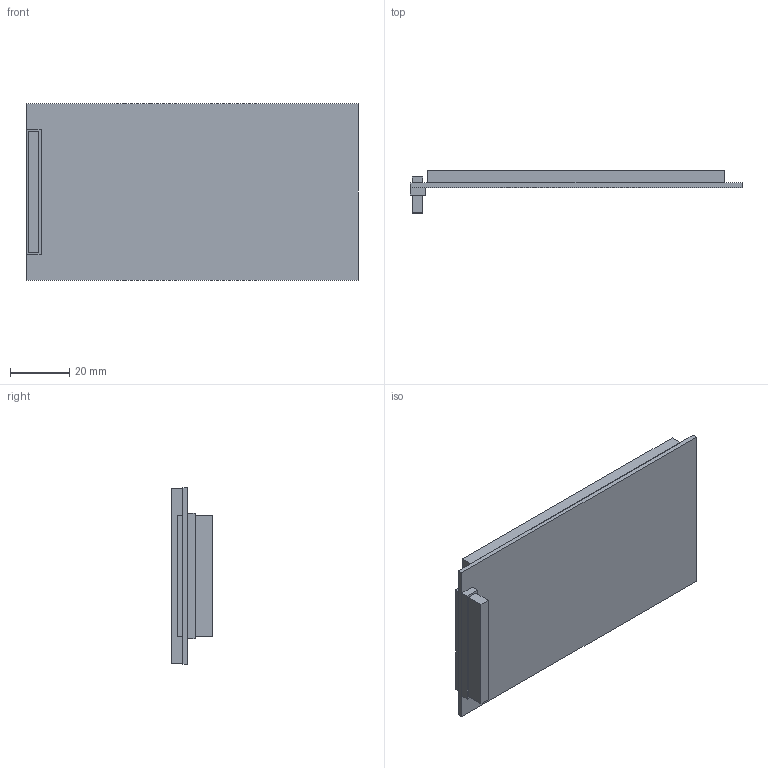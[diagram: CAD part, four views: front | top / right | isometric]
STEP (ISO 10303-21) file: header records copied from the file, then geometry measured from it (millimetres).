
FILE_DESCRIPTION((' '),'2;1');
FILE_NAME( '3_97inch_LCD.stp', '2025-02-06T03:21:01', (' '), ('--- ---'), ' V2025.1 Dec 16 2024', ' 2025 (c)', ' ');
FILE_SCHEMA(('AP242_MANAGED_MODEL_BASED_3D_ENGINEERING_MIM_LF { 1 0 10303 442 1 1 4 }'));
Length unit declared in the file: millimetre
Products named in the file (1): 3_97inch_LCD
Bounding box: 112 x 14.1 x 59.5 mm (x, y, z)
Volume: 35556.6 mm3; surface area: 16130 mm2
Topology: 1 solids, 1 shells, 31 faces, 72 edges, 49 vertices
Faces by surface type: plane 31
Entity records: 970 total; most frequent: CARTESIAN_POINT 157, ORIENTED_EDGE 144, DIRECTION 142, VECTOR 72, LINE 72, EDGE_CURVE 72, VERTEX_POINT 48, EDGE_LOOP 36
